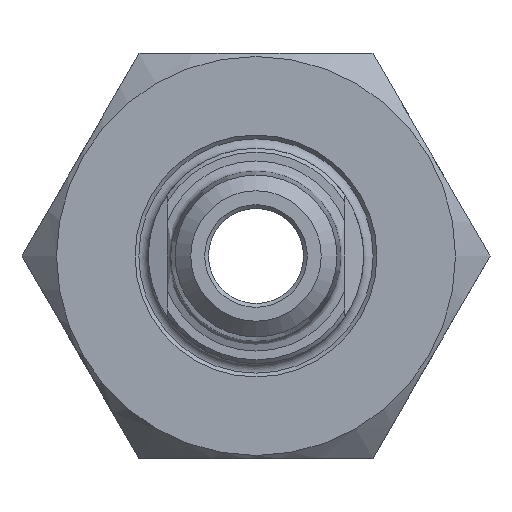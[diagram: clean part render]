
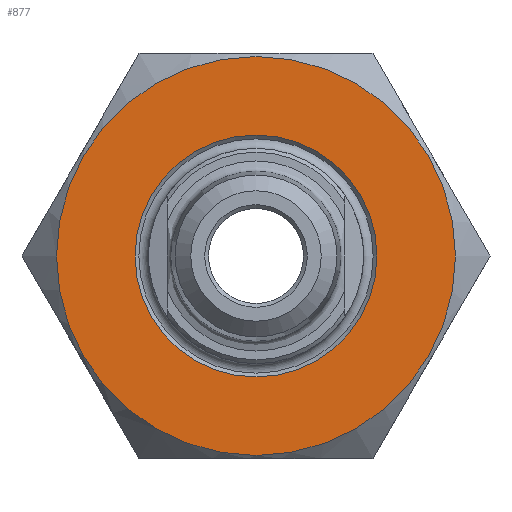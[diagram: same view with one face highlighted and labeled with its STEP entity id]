
A CAD part, left-side view. The second image highlights one B-rep face of the part: STEP entity #877.
In plain terms, the highlighted planar face has unit normal (-1, 0, 0).
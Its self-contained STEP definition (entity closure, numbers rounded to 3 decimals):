
#50=FACE_BOUND('',#153,.T.);
#68=PLANE('',#1016);
#96=FACE_OUTER_BOUND('',#152,.T.);
#152=EDGE_LOOP('',(#639));
#153=EDGE_LOOP('',(#640));
#307=CIRCLE('',#997,15.75);
#314=CIRCLE('',#1011,9.55);
#386=VERTEX_POINT('',#1482);
#392=VERTEX_POINT('',#1508);
#473=EDGE_CURVE('',#386,#386,#307,.T.);
#485=EDGE_CURVE('',#392,#392,#314,.T.);
#639=ORIENTED_EDGE('',*,*,#473,.T.);
#640=ORIENTED_EDGE('',*,*,#485,.F.);
#877=ADVANCED_FACE('',(#96,#50),#68,.T.);
#997=AXIS2_PLACEMENT_3D('',#1484,#1135,#1136);
#1011=AXIS2_PLACEMENT_3D('',#1509,#1168,#1169);
#1016=AXIS2_PLACEMENT_3D('',#1519,#1180,#1181);
#1135=DIRECTION('center_axis',(-1.,0.,0.));
#1136=DIRECTION('ref_axis',(0.,1.,0.));
#1168=DIRECTION('center_axis',(-1.,0.,0.));
#1169=DIRECTION('ref_axis',(0.,0.,-1.));
#1180=DIRECTION('center_axis',(-1.,0.,0.));
#1181=DIRECTION('ref_axis',(0.,0.,1.));
#1482=CARTESIAN_POINT('',(-13.5,-15.75,0.));
#1484=CARTESIAN_POINT('Origin',(-13.5,0.,0.));
#1508=CARTESIAN_POINT('',(-13.5,0.,9.55));
#1509=CARTESIAN_POINT('Origin',(-13.5,0.,0.));
#1519=CARTESIAN_POINT('Origin',(-13.5,0.,0.));
